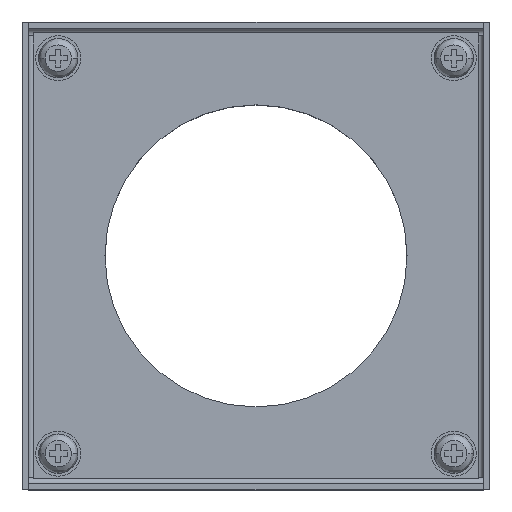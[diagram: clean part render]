
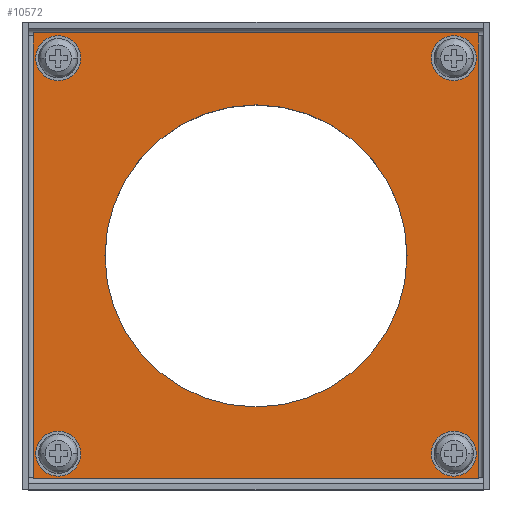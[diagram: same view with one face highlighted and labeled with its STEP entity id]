
A CAD part, top view. The second image highlights one B-rep face of the part: STEP entity #10572.
In plain terms, the highlighted face is planar.
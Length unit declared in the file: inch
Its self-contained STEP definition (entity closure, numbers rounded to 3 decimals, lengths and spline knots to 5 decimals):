
#10283=DIRECTION('',(0.,0.,1.));
#10284=VECTOR('',#10283,2.48);
#10285=CARTESIAN_POINT('',(-1.24,0.,-1.24));
#10286=LINE('',#10285,#10284);
#10287=DIRECTION('',(1.,0.,0.));
#10288=VECTOR('',#10287,2.48);
#10289=CARTESIAN_POINT('',(-1.24,0.,1.24));
#10290=LINE('',#10289,#10288);
#10291=DIRECTION('',(0.,0.,-1.));
#10292=VECTOR('',#10291,2.48);
#10293=CARTESIAN_POINT('',(1.24,0.,1.24));
#10294=LINE('',#10293,#10292);
#10295=DIRECTION('',(-1.,0.,0.));
#10296=VECTOR('',#10295,2.48);
#10297=CARTESIAN_POINT('',(1.24,0.,-1.24));
#10298=LINE('',#10297,#10296);
#10299=CARTESIAN_POINT('',(-1.1,0.,1.1));
#10300=DIRECTION('',(0.,1.,0.));
#10301=DIRECTION('',(1.,0.,0.));
#10302=AXIS2_PLACEMENT_3D('',#10299,#10300,#10301);
#10304=CARTESIAN_POINT('',(-1.1,0.,1.1));
#10305=DIRECTION('',(0.,1.,0.));
#10306=DIRECTION('',(-1.,0.,0.));
#10307=AXIS2_PLACEMENT_3D('',#10304,#10305,#10306);
#10309=CARTESIAN_POINT('',(-1.1,0.,-1.1));
#10310=DIRECTION('',(0.,1.,0.));
#10311=DIRECTION('',(1.,0.,0.));
#10312=AXIS2_PLACEMENT_3D('',#10309,#10310,#10311);
#10314=CARTESIAN_POINT('',(-1.1,0.,-1.1));
#10315=DIRECTION('',(0.,1.,0.));
#10316=DIRECTION('',(-1.,0.,0.));
#10317=AXIS2_PLACEMENT_3D('',#10314,#10315,#10316);
#10319=CARTESIAN_POINT('',(1.1,0.,-1.1));
#10320=DIRECTION('',(0.,1.,0.));
#10321=DIRECTION('',(1.,0.,0.));
#10322=AXIS2_PLACEMENT_3D('',#10319,#10320,#10321);
#10324=CARTESIAN_POINT('',(1.1,0.,-1.1));
#10325=DIRECTION('',(0.,1.,0.));
#10326=DIRECTION('',(-1.,0.,0.));
#10327=AXIS2_PLACEMENT_3D('',#10324,#10325,#10326);
#10329=CARTESIAN_POINT('',(1.1,0.,1.1));
#10330=DIRECTION('',(0.,1.,0.));
#10331=DIRECTION('',(1.,0.,0.));
#10332=AXIS2_PLACEMENT_3D('',#10329,#10330,#10331);
#10334=CARTESIAN_POINT('',(1.1,0.,1.1));
#10335=DIRECTION('',(0.,1.,0.));
#10336=DIRECTION('',(-1.,0.,0.));
#10337=AXIS2_PLACEMENT_3D('',#10334,#10335,#10336);
#10339=CARTESIAN_POINT('',(0.,0.,0.));
#10340=DIRECTION('',(0.,1.,0.));
#10341=DIRECTION('',(1.,0.,0.));
#10342=AXIS2_PLACEMENT_3D('',#10339,#10340,#10341);
#10344=CARTESIAN_POINT('',(0.,0.,0.));
#10345=DIRECTION('',(0.,1.,0.));
#10346=DIRECTION('',(-1.,0.,0.));
#10347=AXIS2_PLACEMENT_3D('',#10344,#10345,#10346);
#10471=CARTESIAN_POINT('',(-1.24,0.,-1.24));
#10472=CARTESIAN_POINT('',(-1.24,0.,1.24));
#10473=VERTEX_POINT('',#10471);
#10474=VERTEX_POINT('',#10472);
#10475=CARTESIAN_POINT('',(1.24,0.,1.24));
#10476=VERTEX_POINT('',#10475);
#10477=CARTESIAN_POINT('',(1.24,0.,-1.24));
#10478=VERTEX_POINT('',#10477);
#10487=CARTESIAN_POINT('',(-1.0325,0.,1.1));
#10488=CARTESIAN_POINT('',(-1.1675,0.,1.1));
#10489=VERTEX_POINT('',#10487);
#10490=VERTEX_POINT('',#10488);
#10491=CARTESIAN_POINT('',(-1.0325,0.,-1.1));
#10492=CARTESIAN_POINT('',(-1.1675,0.,-1.1));
#10493=VERTEX_POINT('',#10491);
#10494=VERTEX_POINT('',#10492);
#10495=CARTESIAN_POINT('',(1.1675,0.,-1.1));
#10496=CARTESIAN_POINT('',(1.0325,0.,-1.1));
#10497=VERTEX_POINT('',#10495);
#10498=VERTEX_POINT('',#10496);
#10499=CARTESIAN_POINT('',(1.1675,0.,1.1));
#10500=CARTESIAN_POINT('',(1.0325,0.,1.1));
#10501=VERTEX_POINT('',#10499);
#10502=VERTEX_POINT('',#10500);
#10519=CARTESIAN_POINT('',(0.84,0.,0.));
#10520=CARTESIAN_POINT('',(-0.84,0.,0.));
#10521=VERTEX_POINT('',#10519);
#10522=VERTEX_POINT('',#10520);
#10527=CARTESIAN_POINT('',(0.,0.,0.));
#10528=DIRECTION('',(0.,1.,0.));
#10529=DIRECTION('',(1.,0.,0.));
#10530=AXIS2_PLACEMENT_3D('',#10527,#10528,#10529);
#10531=PLANE('',#10530);
#10533=ORIENTED_EDGE('',*,*,#10532,.T.);
#10535=ORIENTED_EDGE('',*,*,#10534,.T.);
#10537=ORIENTED_EDGE('',*,*,#10536,.T.);
#10539=ORIENTED_EDGE('',*,*,#10538,.T.);
#10540=EDGE_LOOP('',(#10533,#10535,#10537,#10539));
#10541=FACE_OUTER_BOUND('',#10540,.F.);
#10543=ORIENTED_EDGE('',*,*,#10542,.F.);
#10545=ORIENTED_EDGE('',*,*,#10544,.F.);
#10546=EDGE_LOOP('',(#10543,#10545));
#10547=FACE_BOUND('',#10546,.F.);
#10549=ORIENTED_EDGE('',*,*,#10548,.F.);
#10551=ORIENTED_EDGE('',*,*,#10550,.F.);
#10552=EDGE_LOOP('',(#10549,#10551));
#10553=FACE_BOUND('',#10552,.F.);
#10555=ORIENTED_EDGE('',*,*,#10554,.F.);
#10557=ORIENTED_EDGE('',*,*,#10556,.F.);
#10558=EDGE_LOOP('',(#10555,#10557));
#10559=FACE_BOUND('',#10558,.F.);
#10561=ORIENTED_EDGE('',*,*,#10560,.F.);
#10563=ORIENTED_EDGE('',*,*,#10562,.F.);
#10564=EDGE_LOOP('',(#10561,#10563));
#10565=FACE_BOUND('',#10564,.F.);
#10567=ORIENTED_EDGE('',*,*,#10566,.F.);
#10569=ORIENTED_EDGE('',*,*,#10568,.F.);
#10570=EDGE_LOOP('',(#10567,#10569));
#10571=FACE_BOUND('',#10570,.F.);
#10572=ADVANCED_FACE('',(#10541,#10547,#10553,#10559,#10565,#10571),#10531,.F.);
#10303=CIRCLE('',#10302,0.0675);
#10308=CIRCLE('',#10307,0.0675);
#10313=CIRCLE('',#10312,0.0675);
#10318=CIRCLE('',#10317,0.0675);
#10323=CIRCLE('',#10322,0.0675);
#10328=CIRCLE('',#10327,0.0675);
#10333=CIRCLE('',#10332,0.0675);
#10338=CIRCLE('',#10337,0.0675);
#10343=CIRCLE('',#10342,0.84);
#10348=CIRCLE('',#10347,0.84);
#10532=EDGE_CURVE('',#10473,#10474,#10286,.T.);
#10534=EDGE_CURVE('',#10474,#10476,#10290,.T.);
#10536=EDGE_CURVE('',#10476,#10478,#10294,.T.);
#10538=EDGE_CURVE('',#10478,#10473,#10298,.T.);
#10542=EDGE_CURVE('',#10489,#10490,#10303,.T.);
#10544=EDGE_CURVE('',#10490,#10489,#10308,.T.);
#10548=EDGE_CURVE('',#10493,#10494,#10313,.T.);
#10550=EDGE_CURVE('',#10494,#10493,#10318,.T.);
#10554=EDGE_CURVE('',#10497,#10498,#10323,.T.);
#10556=EDGE_CURVE('',#10498,#10497,#10328,.T.);
#10560=EDGE_CURVE('',#10501,#10502,#10333,.T.);
#10562=EDGE_CURVE('',#10502,#10501,#10338,.T.);
#10566=EDGE_CURVE('',#10521,#10522,#10343,.T.);
#10568=EDGE_CURVE('',#10522,#10521,#10348,.T.);
